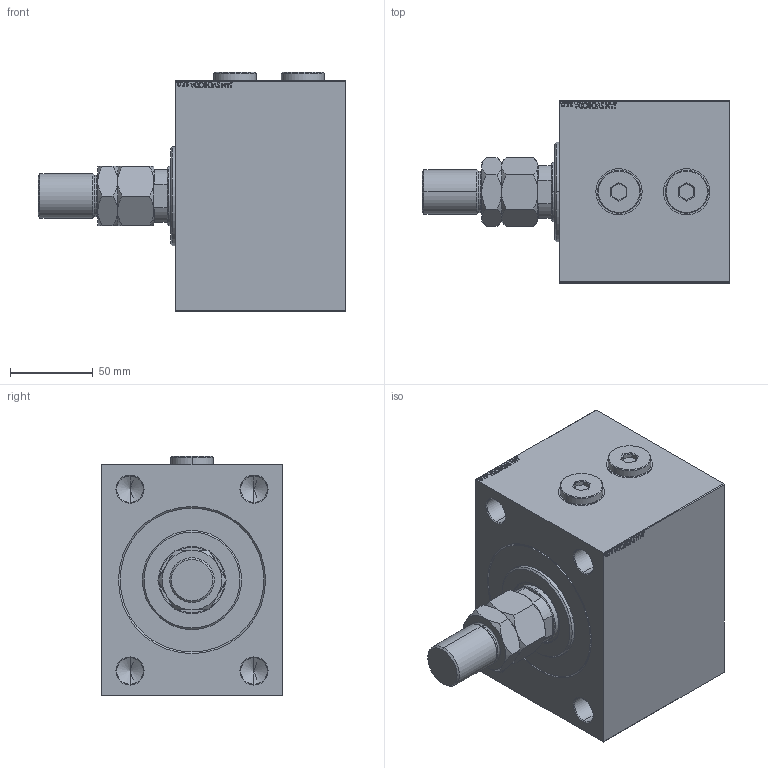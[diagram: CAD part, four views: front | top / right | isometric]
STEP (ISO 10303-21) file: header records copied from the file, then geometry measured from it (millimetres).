
FILE_DESCRIPTION (( 'STEP AP203' ), '1' );
FILE_NAME ('b747.STEP', '2026-03-04T11:40:07', ( '' ), ( '' ), 'SwSTEP 2.0', 'SolidWorks 2019', '' );
FILE_SCHEMA (( 'CONFIG_CONTROL_DESIGN' ));
Length unit declared in the file: millimetre
Products named in the file (6): b747; V450CM_B_VCP 8d787951df67000b09f240c34c8bb87e; MTA 8d787951df67000b09f240c34c8bb87e; V450CM_VC_B 8d787951df67000b09f240c34c8bb87e; Zatka_OIL_PORT 8d787951df67000b09f240c34c8bb87e; V450CM_B_Body 8d787951df67000b09f240c34c8bb87e
Assembly tree (6 placements, depth 2):
  b747
    V450CM_B_Body 8d787951df67000b09f240c34c8bb87e
    V450CM_B_VCP 8d787951df67000b09f240c34c8bb87e
    V450CM_VC_B 8d787951df67000b09f240c34c8bb87e
    MTA 8d787951df67000b09f240c34c8bb87e
    Zatka_OIL_PORT 8d787951df67000b09f240c34c8bb87e  x2
Bounding box: 186 x 110 x 144.9 mm (x, y, z)
Volume: 1535355 mm3; surface area: 167290.1 mm2
Topology: 6 solids, 6 shells, 985 faces, 2472 edges, 1603 vertices
Faces by surface type: plane 451, bspline 380, cone 78, cylinder 74, torus 2
Entity records: 47160 total; most frequent: CARTESIAN_POINT 25980, ORIENTED_EDGE 4828, DIRECTION 2982, EDGE_CURVE 2414, VERTEX_POINT 1579, LINE 1396, VECTOR 1396, EDGE_LOOP 1095
